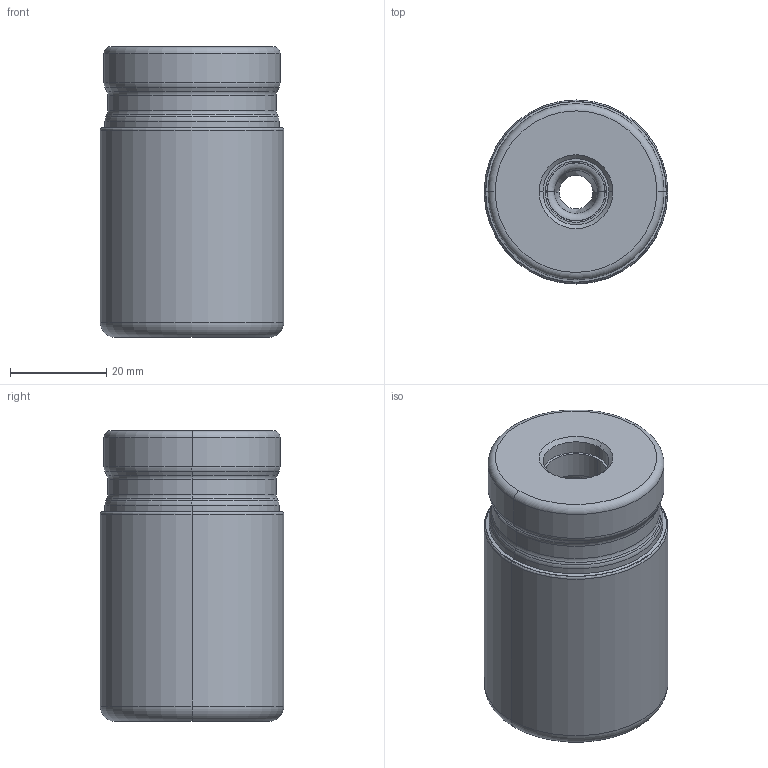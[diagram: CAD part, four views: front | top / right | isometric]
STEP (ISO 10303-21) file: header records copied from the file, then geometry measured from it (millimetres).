
FILE_DESCRIPTION(/* description */ (''),/* implementation_level */ '2;1');
FILE_NAME(/* name */ 'VPX300UR1_5002AA1608_IR0_126.stp',/* time_stamp */ '2023-03-24T14:29:13+09:00',/* author */ (''),/* organization */ (''),/* preprocessor_version */ 'ST-DEVELOPER v16',/* originating_system */ 'SIEMENS PLM Software NX 10.0',/* authorisation */ '');
FILE_SCHEMA (('AUTOMOTIVE_DESIGN { 1 0 10303 214 3 1 1 1 }'));
Length unit declared in the file: millimetre
Products named in the file (1): VPX300UR1_5002AA1608_IR0_126_ASM
Bounding box: 38.1 x 38.1 x 60.33 mm (x, y, z)
Volume: 82888.5 mm3; surface area: 19858.6 mm2
Topology: 2 solids, 2 shells, 106 faces, 289 edges, 211 vertices
Faces by surface type: torus 30, cylinder 22, cone 20, revolution 16, bspline 12, plane 6
Entity records: 4288 total; most frequent: CARTESIAN_POINT 1415, DIRECTION 648, ORIENTED_EDGE 536, AXIS2_PLACEMENT_3D 293, EDGE_CURVE 268, CIRCLE 207, VERTEX_POINT 168, EDGE_LOOP 112
